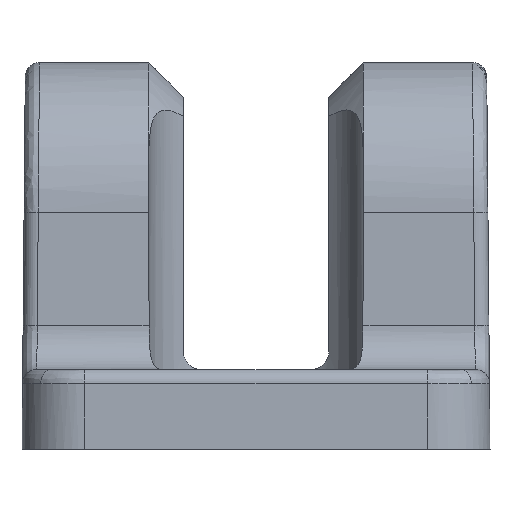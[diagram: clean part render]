
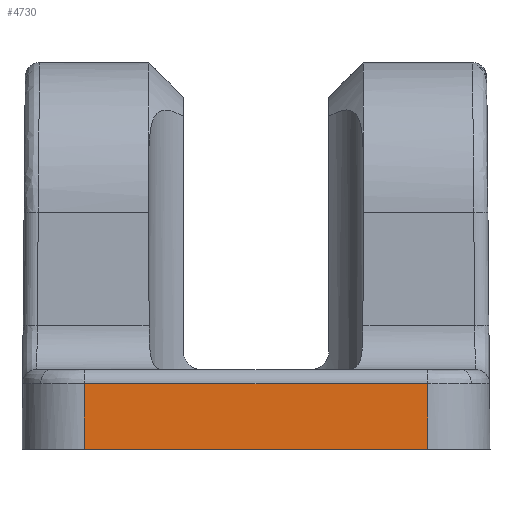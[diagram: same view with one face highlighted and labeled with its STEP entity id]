
A CAD part, left-side view. The second image highlights one B-rep face of the part: STEP entity #4730.
In plain terms, the highlighted planar face has unit normal (-1, 0, 0.009).
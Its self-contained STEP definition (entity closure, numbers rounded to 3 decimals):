
#30 = EDGE_CURVE ( 'NONE', #3495, #5102, #2266, .T. ) ;
#344 = CARTESIAN_POINT ( 'NONE',  ( -20.19, -13., 0. ) ) ;
#574 = VERTEX_POINT ( 'NONE', #4688 ) ;
#884 = CARTESIAN_POINT ( 'NONE',  ( -19.997, -9.497, 22.118 ) ) ;
#1396 = ORIENTED_EDGE ( 'NONE', *, *, #3549, .T. ) ;
#1638 = DIRECTION ( 'NONE',  ( -1., 0., 0.009 ) ) ;
#1662 = LINE ( 'NONE', #344, #4397 ) ;
#1722 = FACE_OUTER_BOUND ( 'NONE', #3901, .T. ) ;
#1746 = CARTESIAN_POINT ( 'NONE',  ( -20.19, -9.69, 0. ) ) ;
#1878 = DIRECTION ( 'NONE',  ( -0.009, -0.009, -1. ) ) ;
#2073 = PLANE ( 'NONE',  #2457 ) ;
#2159 = ORIENTED_EDGE ( 'NONE', *, *, #2588, .T. ) ;
#2175 = LINE ( 'NONE', #5722, #4049 ) ;
#2266 = LINE ( 'NONE', #2348, #2313 ) ;
#2313 = VECTOR ( 'NONE', #3580, 1000. ) ;
#2337 = EDGE_CURVE ( 'NONE', #574, #4920, #3545, .T. ) ;
#2348 = CARTESIAN_POINT ( 'NONE',  ( -20.158, 9.658, 3.707 ) ) ;
#2457 = AXIS2_PLACEMENT_3D ( 'NONE', #3934, #1638, #3421 ) ;
#2588 = EDGE_CURVE ( 'NONE', #574, #3495, #2175, .T. ) ;
#3154 = CARTESIAN_POINT ( 'NONE',  ( -20.19, 9.69, 0. ) ) ;
#3318 = VECTOR ( 'NONE', #1878, 1000. ) ;
#3396 = ORIENTED_EDGE ( 'NONE', *, *, #30, .T. ) ;
#3421 = DIRECTION ( 'NONE',  ( 0.009, 0., 1. ) ) ;
#3495 = VERTEX_POINT ( 'NONE', #5585 ) ;
#3545 = LINE ( 'NONE', #884, #3318 ) ;
#3549 = EDGE_CURVE ( 'NONE', #5102, #4920, #1662, .T. ) ;
#3580 = DIRECTION ( 'NONE',  ( -0.009, 0.009, -1. ) ) ;
#3901 = EDGE_LOOP ( 'NONE', ( #3396, #1396, #4762, #2159 ) ) ;
#3934 = CARTESIAN_POINT ( 'NONE',  ( -20., -13., 21.8 ) ) ;
#4049 = VECTOR ( 'NONE', #4380, 1000. ) ;
#4272 = DIRECTION ( 'NONE',  ( 0., -1., 0. ) ) ;
#4380 = DIRECTION ( 'NONE',  ( 0., 1., 0. ) ) ;
#4397 = VECTOR ( 'NONE', #4272, 1000. ) ;
#4688 = CARTESIAN_POINT ( 'NONE',  ( -20.158, -9.658, 3.707 ) ) ;
#4730 = ADVANCED_FACE ( 'NONE', ( #1722 ), #2073, .T. ) ;
#4762 = ORIENTED_EDGE ( 'NONE', *, *, #2337, .F. ) ;
#4920 = VERTEX_POINT ( 'NONE', #1746 ) ;
#5102 = VERTEX_POINT ( 'NONE', #3154 ) ;
#5585 = CARTESIAN_POINT ( 'NONE',  ( -20.158, 9.658, 3.707 ) ) ;
#5722 = CARTESIAN_POINT ( 'NONE',  ( -20.158, -13., 3.707 ) ) ;
